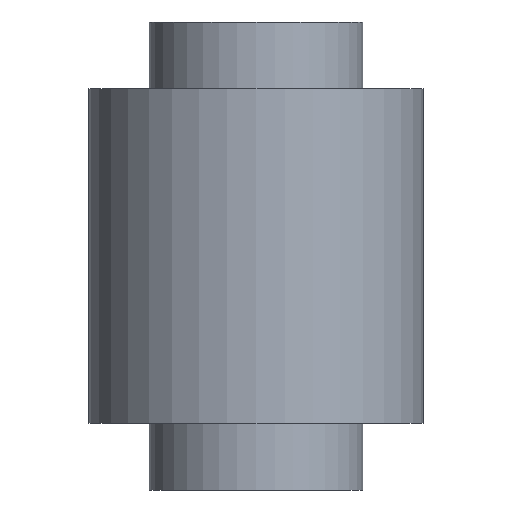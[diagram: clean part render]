
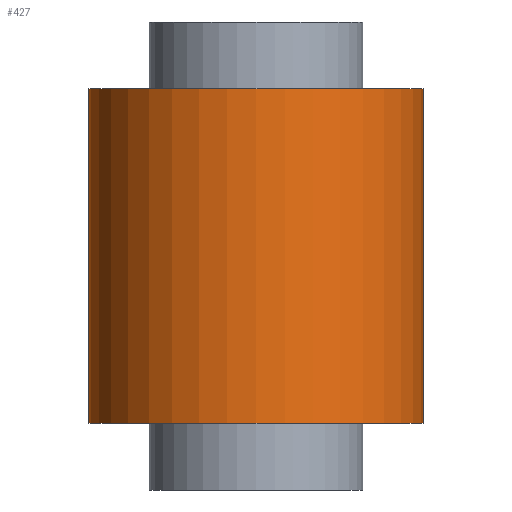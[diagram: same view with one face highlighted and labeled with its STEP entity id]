
A CAD part, front view. The second image highlights one B-rep face of the part: STEP entity #427.
In plain terms, the highlighted cylindrical face has radius 25 mm (diameter 50 mm), a partial arc.
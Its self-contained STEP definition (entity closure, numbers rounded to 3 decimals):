
#25 = EDGE_CURVE ( 'NONE', #333, #342, #345, .T. ) ;
#103 = ORIENTED_EDGE ( 'NONE', *, *, #631, .T. ) ;
#134 = AXIS2_PLACEMENT_3D ( 'NONE', #516, #145, #746 ) ;
#145 = DIRECTION ( 'NONE',  ( 0., 0., 1. ) ) ;
#146 = CARTESIAN_POINT ( 'NONE',  ( -25., 0., 25. ) ) ;
#149 = DIRECTION ( 'NONE',  ( 0., 0., -1. ) ) ;
#173 = LINE ( 'NONE', #664, #430 ) ;
#184 = EDGE_CURVE ( 'NONE', #333, #273, #548, .T. ) ;
#208 = CYLINDRICAL_SURFACE ( 'NONE', #673, 25. ) ;
#216 = FACE_OUTER_BOUND ( 'NONE', #573, .T. ) ;
#249 = CARTESIAN_POINT ( 'NONE',  ( -25., 0., -25. ) ) ;
#273 = VERTEX_POINT ( 'NONE', #389 ) ;
#322 = DIRECTION ( 'NONE',  ( -1., 0., 0. ) ) ;
#333 = VERTEX_POINT ( 'NONE', #146 ) ;
#342 = VERTEX_POINT ( 'NONE', #249 ) ;
#343 = DIRECTION ( 'NONE',  ( 1., 0., 0. ) ) ;
#345 = LINE ( 'NONE', #754, #689 ) ;
#389 = CARTESIAN_POINT ( 'NONE',  ( 25., 0., 25. ) ) ;
#420 = DIRECTION ( 'NONE',  ( 0., 0., 1. ) ) ;
#427 = ADVANCED_FACE ( 'NONE', ( #216 ), #208, .T. ) ;
#429 = CIRCLE ( 'NONE', #134, 25. ) ;
#430 = VECTOR ( 'NONE', #470, 1000. ) ;
#470 = DIRECTION ( 'NONE',  ( 0., 0., -1. ) ) ;
#516 = CARTESIAN_POINT ( 'NONE',  ( 0., 0., -25. ) ) ;
#518 = CARTESIAN_POINT ( 'NONE',  ( 0., 0., 10. ) ) ;
#522 = AXIS2_PLACEMENT_3D ( 'NONE', #623, #420, #343 ) ;
#548 = CIRCLE ( 'NONE', #522, 25. ) ;
#573 = EDGE_LOOP ( 'NONE', ( #690, #642, #677, #103 ) ) ;
#599 = EDGE_CURVE ( 'NONE', #273, #636, #173, .T. ) ;
#623 = CARTESIAN_POINT ( 'NONE',  ( 0., 0., 25. ) ) ;
#631 = EDGE_CURVE ( 'NONE', #342, #636, #429, .T. ) ;
#636 = VERTEX_POINT ( 'NONE', #645 ) ;
#642 = ORIENTED_EDGE ( 'NONE', *, *, #184, .F. ) ;
#645 = CARTESIAN_POINT ( 'NONE',  ( 25., 0., -25. ) ) ;
#651 = DIRECTION ( 'NONE',  ( 0., 0., -1. ) ) ;
#664 = CARTESIAN_POINT ( 'NONE',  ( 25., 0., 10. ) ) ;
#673 = AXIS2_PLACEMENT_3D ( 'NONE', #518, #149, #322 ) ;
#677 = ORIENTED_EDGE ( 'NONE', *, *, #25, .T. ) ;
#689 = VECTOR ( 'NONE', #651, 1000. ) ;
#690 = ORIENTED_EDGE ( 'NONE', *, *, #599, .F. ) ;
#746 = DIRECTION ( 'NONE',  ( 1., 0., 0. ) ) ;
#754 = CARTESIAN_POINT ( 'NONE',  ( -25., 0., 10. ) ) ;
